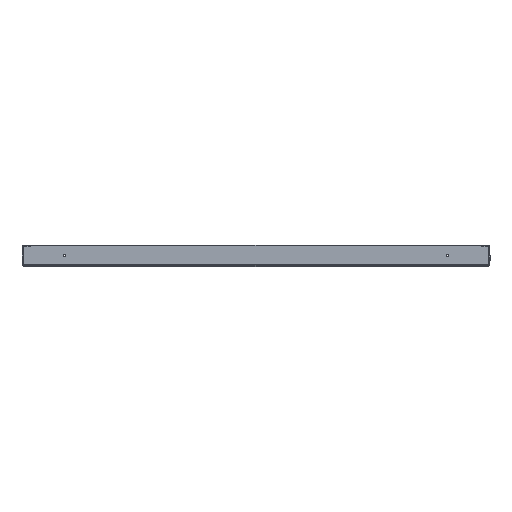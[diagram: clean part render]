
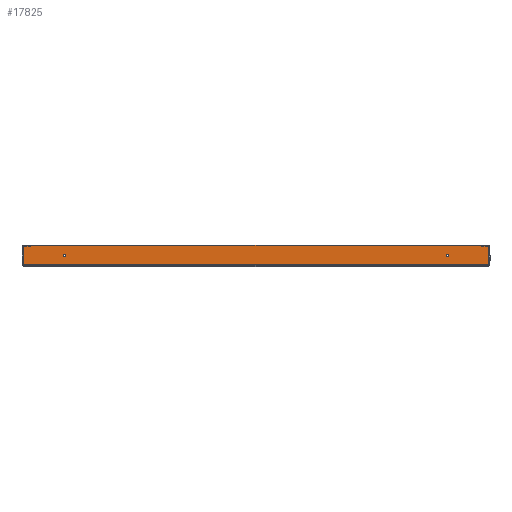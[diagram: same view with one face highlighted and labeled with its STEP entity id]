
A CAD part, front view. The second image highlights one B-rep face of the part: STEP entity #17825.
In plain terms, the highlighted planar face has unit normal (0, -1, 0).
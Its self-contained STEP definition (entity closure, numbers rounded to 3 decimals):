
#139 = EDGE_CURVE ( 'NONE', #15817, #21556, #2070, .T. ) ;
#835 = CIRCLE ( 'NONE', #12386, 3. ) ;
#1347 = CIRCLE ( 'NONE', #14825, 1. ) ;
#1826 = CARTESIAN_POINT ( 'NONE',  ( -546.929, -900., 46. ) ) ;
#1863 = DIRECTION ( 'NONE',  ( -1., 0., 0. ) ) ;
#2070 = CIRCLE ( 'NONE', #17961, 3. ) ;
#2156 = FACE_BOUND ( 'NONE', #5909, .T. ) ;
#2270 = VERTEX_POINT ( 'NONE', #6687 ) ;
#3211 = PLANE ( 'NONE',  #14324 ) ;
#3366 = DIRECTION ( 'NONE',  ( 0., 0., 1. ) ) ;
#3472 = VERTEX_POINT ( 'NONE', #3818 ) ;
#3590 = VECTOR ( 'NONE', #8222, 1000. ) ;
#3818 = CARTESIAN_POINT ( 'NONE',  ( -546.929, -900., 3. ) ) ;
#4117 = EDGE_CURVE ( 'NONE', #3472, #18002, #8370, .T. ) ;
#4165 = AXIS2_PLACEMENT_3D ( 'NONE', #9172, #22401, #4509 ) ;
#4273 = LINE ( 'NONE', #6531, #22438 ) ;
#4381 = EDGE_LOOP ( 'NONE', ( #27003, #12069, #28277, #11049, #29593, #22601 ) ) ;
#4509 = DIRECTION ( 'NONE',  ( 0., 0., 1. ) ) ;
#5122 = DIRECTION ( 'NONE',  ( 0., -1., 0. ) ) ;
#5240 = DIRECTION ( 'NONE',  ( 0., 0., 1. ) ) ;
#5532 = ORIENTED_EDGE ( 'NONE', *, *, #17791, .T. ) ;
#5901 = ORIENTED_EDGE ( 'NONE', *, *, #139, .T. ) ;
#5909 = EDGE_LOOP ( 'NONE', ( #5901, #5532 ) ) ;
#6531 = CARTESIAN_POINT ( 'NONE',  ( -550., -900., 3. ) ) ;
#6687 = CARTESIAN_POINT ( 'NONE',  ( 450., -900., 20.5 ) ) ;
#7599 = EDGE_CURVE ( 'NONE', #28750, #29642, #14979, .T. ) ;
#8222 = DIRECTION ( 'NONE',  ( 0., 0., 1. ) ) ;
#8370 = LINE ( 'NONE', #26553, #3590 ) ;
#9172 = CARTESIAN_POINT ( 'NONE',  ( 450., -900., 23.5 ) ) ;
#9661 = DIRECTION ( 'NONE',  ( 0., 1., 0. ) ) ;
#10134 = CARTESIAN_POINT ( 'NONE',  ( -545.929, -900., 46. ) ) ;
#10462 = CARTESIAN_POINT ( 'NONE',  ( -450., -900., 20.5 ) ) ;
#11048 = EDGE_LOOP ( 'NONE', ( #28718, #28250 ) ) ;
#11049 = ORIENTED_EDGE ( 'NONE', *, *, #18709, .F. ) ;
#11295 = CARTESIAN_POINT ( 'NONE',  ( 545.929, -900., 46. ) ) ;
#11599 = DIRECTION ( 'NONE',  ( 0., 0., 1. ) ) ;
#11669 = EDGE_CURVE ( 'NONE', #2270, #28759, #26264, .T. ) ;
#11800 = DIRECTION ( 'NONE',  ( 0., 0., 1. ) ) ;
#11954 = DIRECTION ( 'NONE',  ( 0., 0., 1. ) ) ;
#12069 = ORIENTED_EDGE ( 'NONE', *, *, #19907, .T. ) ;
#12386 = AXIS2_PLACEMENT_3D ( 'NONE', #18269, #23208, #11800 ) ;
#12395 = VERTEX_POINT ( 'NONE', #13605 ) ;
#12564 = DIRECTION ( 'NONE',  ( 0., 0., 1. ) ) ;
#13605 = CARTESIAN_POINT ( 'NONE',  ( 545.929, -900., 47. ) ) ;
#14047 = CARTESIAN_POINT ( 'NONE',  ( 450., -900., 23.5 ) ) ;
#14324 = AXIS2_PLACEMENT_3D ( 'NONE', #21411, #28021, #11954 ) ;
#14825 = AXIS2_PLACEMENT_3D ( 'NONE', #10134, #19316, #3366 ) ;
#14832 = CARTESIAN_POINT ( 'NONE',  ( 546.929, -900., 0. ) ) ;
#14979 = LINE ( 'NONE', #14832, #19480 ) ;
#15020 = CIRCLE ( 'NONE', #16466, 1. ) ;
#15347 = CARTESIAN_POINT ( 'NONE',  ( -545.929, -900., 47. ) ) ;
#15817 = VERTEX_POINT ( 'NONE', #25939 ) ;
#16214 = EDGE_CURVE ( 'NONE', #28759, #2270, #19562, .T. ) ;
#16459 = DIRECTION ( 'NONE',  ( 0., 0., 1. ) ) ;
#16466 = AXIS2_PLACEMENT_3D ( 'NONE', #11295, #5122, #11599 ) ;
#17791 = EDGE_CURVE ( 'NONE', #21556, #15817, #835, .T. ) ;
#17825 = ADVANCED_FACE ( 'NONE', ( #2156, #23663, #23807 ), #3211, .F. ) ;
#17961 = AXIS2_PLACEMENT_3D ( 'NONE', #25990, #23285, #5240 ) ;
#18002 = VERTEX_POINT ( 'NONE', #1826 ) ;
#18269 = CARTESIAN_POINT ( 'NONE',  ( -450., -900., 23.5 ) ) ;
#18709 = EDGE_CURVE ( 'NONE', #28750, #3472, #4273, .T. ) ;
#19316 = DIRECTION ( 'NONE',  ( 0., -1., 0. ) ) ;
#19338 = LINE ( 'NONE', #26538, #25379 ) ;
#19480 = VECTOR ( 'NONE', #12564, 1000. ) ;
#19562 = CIRCLE ( 'NONE', #25313, 3. ) ;
#19699 = VERTEX_POINT ( 'NONE', #15347 ) ;
#19907 = EDGE_CURVE ( 'NONE', #19699, #18002, #1347, .T. ) ;
#21411 = CARTESIAN_POINT ( 'NONE',  ( 0., -900., 0. ) ) ;
#21440 = EDGE_CURVE ( 'NONE', #12395, #19699, #19338, .T. ) ;
#21556 = VERTEX_POINT ( 'NONE', #10462 ) ;
#22401 = DIRECTION ( 'NONE',  ( 0., 1., 0. ) ) ;
#22438 = VECTOR ( 'NONE', #1863, 1000. ) ;
#22559 = CARTESIAN_POINT ( 'NONE',  ( 450., -900., 26.5 ) ) ;
#22601 = ORIENTED_EDGE ( 'NONE', *, *, #28911, .T. ) ;
#23208 = DIRECTION ( 'NONE',  ( 0., 1., 0. ) ) ;
#23285 = DIRECTION ( 'NONE',  ( 0., 1., 0. ) ) ;
#23663 = FACE_BOUND ( 'NONE', #11048, .T. ) ;
#23807 = FACE_OUTER_BOUND ( 'NONE', #4381, .T. ) ;
#25313 = AXIS2_PLACEMENT_3D ( 'NONE', #14047, #9661, #16459 ) ;
#25379 = VECTOR ( 'NONE', #28643, 1000. ) ;
#25939 = CARTESIAN_POINT ( 'NONE',  ( -450., -900., 26.5 ) ) ;
#25990 = CARTESIAN_POINT ( 'NONE',  ( -450., -900., 23.5 ) ) ;
#26264 = CIRCLE ( 'NONE', #4165, 3. ) ;
#26538 = CARTESIAN_POINT ( 'NONE',  ( 0., -900., 47. ) ) ;
#26553 = CARTESIAN_POINT ( 'NONE',  ( -546.929, -900., 0. ) ) ;
#27003 = ORIENTED_EDGE ( 'NONE', *, *, #21440, .T. ) ;
#28021 = DIRECTION ( 'NONE',  ( 0., 1., 0. ) ) ;
#28250 = ORIENTED_EDGE ( 'NONE', *, *, #11669, .T. ) ;
#28277 = ORIENTED_EDGE ( 'NONE', *, *, #4117, .F. ) ;
#28643 = DIRECTION ( 'NONE',  ( -1., 0., 0. ) ) ;
#28718 = ORIENTED_EDGE ( 'NONE', *, *, #16214, .T. ) ;
#28750 = VERTEX_POINT ( 'NONE', #28894 ) ;
#28759 = VERTEX_POINT ( 'NONE', #22559 ) ;
#28894 = CARTESIAN_POINT ( 'NONE',  ( 546.929, -900., 3. ) ) ;
#28911 = EDGE_CURVE ( 'NONE', #29642, #12395, #15020, .T. ) ;
#29548 = CARTESIAN_POINT ( 'NONE',  ( 546.929, -900., 46. ) ) ;
#29593 = ORIENTED_EDGE ( 'NONE', *, *, #7599, .T. ) ;
#29642 = VERTEX_POINT ( 'NONE', #29548 ) ;
